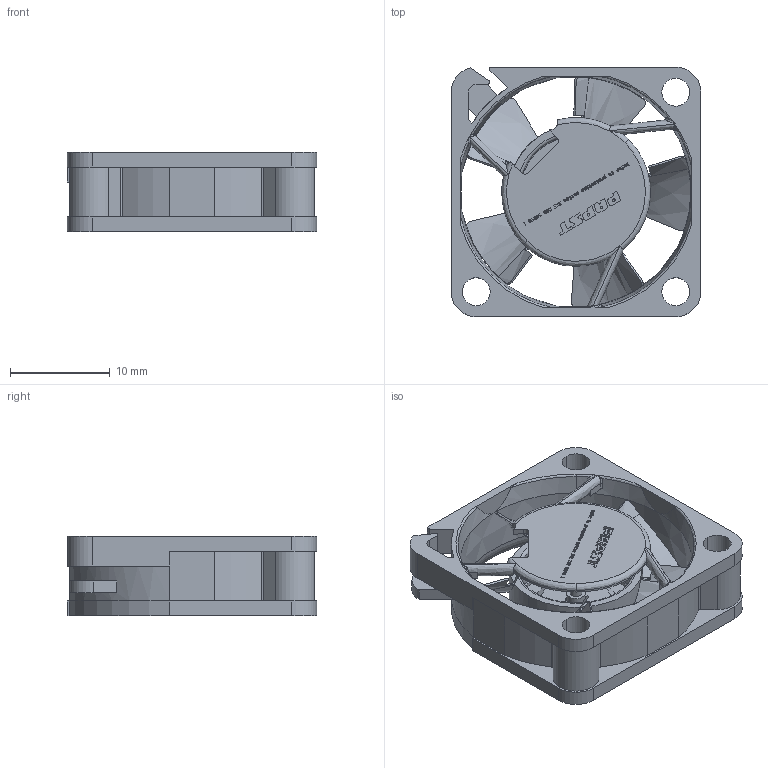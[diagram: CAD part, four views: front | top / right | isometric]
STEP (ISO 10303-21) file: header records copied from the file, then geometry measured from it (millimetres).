
FILE_DESCRIPTION(('CATIA V5 STEP'),'2;1');
FILE_NAME('250.CATPart.stp','2004-09-01T07:39:39+00:00',('none'),('none'),'CATIA Version 5 Release 12 (IN-9)','CATIA V5 STEP AP214','none');
FILE_SCHEMA(('AUTOMOTIVE_DESIGN { 1 0 10303 214 1 1 1 1 }'));
Length unit declared in the file: millimetre
Products named in the file (1): 250_xxSET1
Bounding box: 25 x 25 x 8 mm (x, y, z)
Volume: 1341.6 mm3; surface area: 3520.9 mm2
Topology: 2 solids, 2 shells, 1365 faces, 3720 edges, 2422 vertices
Faces by surface type: plane 1101, cylinder 138, bspline 72, torus 35, cone 17, sphere 2
Entity records: 46149 total; most frequent: CARTESIAN_POINT 10507, ORIENTED_EDGE 7428, DIRECTION 5645, EDGE_CURVE 3714, VECTOR 2940, LINE 2940, VERTEX_POINT 2422, AXIS2_PLACEMENT_3D 1542
